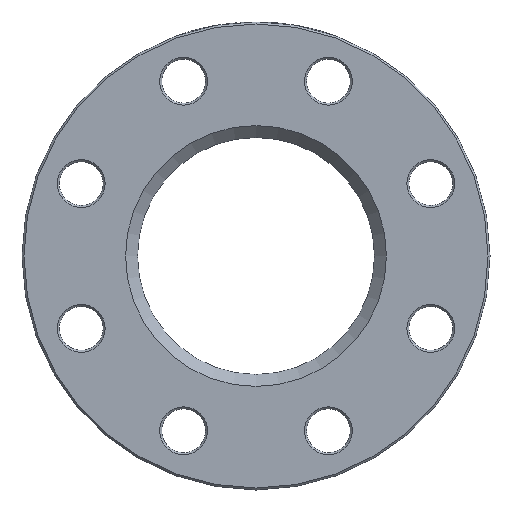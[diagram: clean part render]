
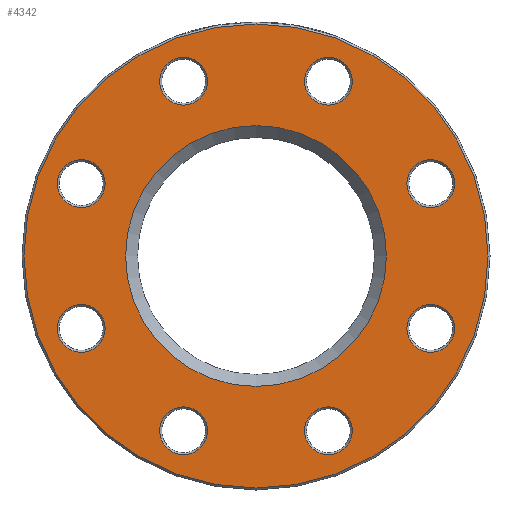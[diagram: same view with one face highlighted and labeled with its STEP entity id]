
A CAD part, left-side view. The second image highlights one B-rep face of the part: STEP entity #4342.
In plain terms, the highlighted planar face has unit normal (-1, 0, 0).
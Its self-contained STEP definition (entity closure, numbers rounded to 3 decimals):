
#54 = EDGE_LOOP ( 'NONE', ( #2574 ) ) ;
#150 = CIRCLE ( 'NONE', #1137, 12. ) ;
#174 = PLANE ( 'NONE',  #3101 ) ;
#228 = EDGE_CURVE ( 'NONE', #672, #672, #3490, .T. ) ;
#301 = CARTESIAN_POINT ( 'NONE',  ( 0., 87.769, 36.355 ) ) ;
#343 = DIRECTION ( 'NONE',  ( 0., 0., -1. ) ) ;
#423 = CIRCLE ( 'NONE', #1631, 12. ) ;
#458 = CARTESIAN_POINT ( 'NONE',  ( 0., 87.769, 24.355 ) ) ;
#525 = ORIENTED_EDGE ( 'NONE', *, *, #3726, .T. ) ;
#550 = ORIENTED_EDGE ( 'NONE', *, *, #3635, .T. ) ;
#556 = EDGE_LOOP ( 'NONE', ( #4330 ) ) ;
#669 = DIRECTION ( 'NONE',  ( -1., 0., 0. ) ) ;
#672 = VERTEX_POINT ( 'NONE', #2118 ) ;
#706 = EDGE_LOOP ( 'NONE', ( #3517 ) ) ;
#746 = CIRCLE ( 'NONE', #1492, 12. ) ;
#769 = DIRECTION ( 'NONE',  ( 0., 0., -1. ) ) ;
#781 = CARTESIAN_POINT ( 'NONE',  ( 0., 36.355, 87.769 ) ) ;
#790 = VERTEX_POINT ( 'NONE', #2240 ) ;
#795 = DIRECTION ( 'NONE',  ( 1., 0., 0. ) ) ;
#861 = DIRECTION ( 'NONE',  ( 1., 0., 0. ) ) ;
#938 = DIRECTION ( 'NONE',  ( 1., 0., 0. ) ) ;
#1021 = CARTESIAN_POINT ( 'NONE',  ( 0., 0., 0. ) ) ;
#1062 = DIRECTION ( 'NONE',  ( 0., 0., -1. ) ) ;
#1066 = FACE_BOUND ( 'NONE', #2155, .T. ) ;
#1077 = EDGE_LOOP ( 'NONE', ( #2309 ) ) ;
#1084 = DIRECTION ( 'NONE',  ( 1., 0., 0. ) ) ;
#1086 = CARTESIAN_POINT ( 'NONE',  ( 0., -36.355, 87.769 ) ) ;
#1096 = CIRCLE ( 'NONE', #4169, 12. ) ;
#1132 = CARTESIAN_POINT ( 'NONE',  ( 0., 36.355, -99.769 ) ) ;
#1137 = AXIS2_PLACEMENT_3D ( 'NONE', #301, #4615, #1300 ) ;
#1181 = CARTESIAN_POINT ( 'NONE',  ( 0., -36.355, -99.769 ) ) ;
#1204 = VERTEX_POINT ( 'NONE', #2604 ) ;
#1272 = CARTESIAN_POINT ( 'NONE',  ( 0., -87.769, 36.355 ) ) ;
#1300 = DIRECTION ( 'NONE',  ( 0., 0., -1. ) ) ;
#1325 = DIRECTION ( 'NONE',  ( 0., 0., -1. ) ) ;
#1329 = AXIS2_PLACEMENT_3D ( 'NONE', #1086, #1517, #1469 ) ;
#1394 = CARTESIAN_POINT ( 'NONE',  ( 0., 0., 0. ) ) ;
#1425 = DIRECTION ( 'NONE',  ( 0., 0., -1. ) ) ;
#1469 = DIRECTION ( 'NONE',  ( 0., 0., -1. ) ) ;
#1491 = VERTEX_POINT ( 'NONE', #458 ) ;
#1492 = AXIS2_PLACEMENT_3D ( 'NONE', #3769, #795, #769 ) ;
#1517 = DIRECTION ( 'NONE',  ( 1., 0., 0. ) ) ;
#1538 = CARTESIAN_POINT ( 'NONE',  ( 0., -36.355, 75.769 ) ) ;
#1553 = EDGE_CURVE ( 'NONE', #1752, #1752, #2494, .T. ) ;
#1579 = FACE_BOUND ( 'NONE', #556, .T. ) ;
#1602 = DIRECTION ( 'NONE',  ( 0., 0., -1. ) ) ;
#1624 = CARTESIAN_POINT ( 'NONE',  ( 0., 59.5, 0. ) ) ;
#1631 = AXIS2_PLACEMENT_3D ( 'NONE', #1949, #861, #3816 ) ;
#1655 = ORIENTED_EDGE ( 'NONE', *, *, #2531, .T. ) ;
#1752 = VERTEX_POINT ( 'NONE', #1898 ) ;
#1807 = FACE_BOUND ( 'NONE', #54, .T. ) ;
#1817 = DIRECTION ( 'NONE',  ( 1., 0., 0. ) ) ;
#1898 = CARTESIAN_POINT ( 'NONE',  ( 0., 0., -65.5 ) ) ;
#1949 = CARTESIAN_POINT ( 'NONE',  ( 0., 36.355, -87.769 ) ) ;
#2017 = AXIS2_PLACEMENT_3D ( 'NONE', #4358, #1084, #1062 ) ;
#2063 = ORIENTED_EDGE ( 'NONE', *, *, #1553, .T. ) ;
#2118 = CARTESIAN_POINT ( 'NONE',  ( 0., 0., -116.5 ) ) ;
#2151 = EDGE_LOOP ( 'NONE', ( #525 ) ) ;
#2155 = EDGE_LOOP ( 'NONE', ( #1655 ) ) ;
#2182 = EDGE_CURVE ( 'NONE', #2994, #2994, #746, .T. ) ;
#2240 = CARTESIAN_POINT ( 'NONE',  ( 0., -87.769, 24.355 ) ) ;
#2267 = VERTEX_POINT ( 'NONE', #3744 ) ;
#2288 = VERTEX_POINT ( 'NONE', #1538 ) ;
#2309 = ORIENTED_EDGE ( 'NONE', *, *, #2182, .T. ) ;
#2377 = FACE_BOUND ( 'NONE', #2151, .T. ) ;
#2445 = ORIENTED_EDGE ( 'NONE', *, *, #228, .T. ) ;
#2487 = AXIS2_PLACEMENT_3D ( 'NONE', #1394, #669, #1325 ) ;
#2494 = CIRCLE ( 'NONE', #2810, 65.5 ) ;
#2531 = EDGE_CURVE ( 'NONE', #790, #790, #3684, .T. ) ;
#2536 = CARTESIAN_POINT ( 'NONE',  ( 0., -36.355, -87.769 ) ) ;
#2574 = ORIENTED_EDGE ( 'NONE', *, *, #2635, .T. ) ;
#2604 = CARTESIAN_POINT ( 'NONE',  ( 0., -87.769, -48.355 ) ) ;
#2635 = EDGE_CURVE ( 'NONE', #2267, #2267, #4365, .T. ) ;
#2637 = CIRCLE ( 'NONE', #1329, 12. ) ;
#2680 = AXIS2_PLACEMENT_3D ( 'NONE', #781, #1817, #3300 ) ;
#2744 = DIRECTION ( 'NONE',  ( 0., 0., -1. ) ) ;
#2759 = FACE_BOUND ( 'NONE', #706, .T. ) ;
#2810 = AXIS2_PLACEMENT_3D ( 'NONE', #1021, #3632, #343 ) ;
#2994 = VERTEX_POINT ( 'NONE', #3814 ) ;
#3014 = VERTEX_POINT ( 'NONE', #1181 ) ;
#3060 = EDGE_LOOP ( 'NONE', ( #2445 ) ) ;
#3101 = AXIS2_PLACEMENT_3D ( 'NONE', #1624, #3466, #1602 ) ;
#3286 = FACE_BOUND ( 'NONE', #3474, .T. ) ;
#3300 = DIRECTION ( 'NONE',  ( 0., 0., -1. ) ) ;
#3317 = EDGE_LOOP ( 'NONE', ( #2063 ) ) ;
#3334 = EDGE_CURVE ( 'NONE', #1491, #1491, #150, .T. ) ;
#3415 = FACE_BOUND ( 'NONE', #1077, .T. ) ;
#3466 = DIRECTION ( 'NONE',  ( 1., 0., 0. ) ) ;
#3474 = EDGE_LOOP ( 'NONE', ( #4412 ) ) ;
#3490 = CIRCLE ( 'NONE', #2487, 116.5 ) ;
#3517 = ORIENTED_EDGE ( 'NONE', *, *, #4734, .T. ) ;
#3622 = EDGE_CURVE ( 'NONE', #2288, #2288, #2637, .T. ) ;
#3632 = DIRECTION ( 'NONE',  ( 1., 0., 0. ) ) ;
#3635 = EDGE_CURVE ( 'NONE', #3014, #3014, #1096, .T. ) ;
#3654 = FACE_BOUND ( 'NONE', #3317, .T. ) ;
#3684 = CIRCLE ( 'NONE', #4747, 12. ) ;
#3699 = DIRECTION ( 'NONE',  ( 1., 0., 0. ) ) ;
#3726 = EDGE_CURVE ( 'NONE', #3788, #3788, #423, .T. ) ;
#3744 = CARTESIAN_POINT ( 'NONE',  ( 0., 36.355, 75.769 ) ) ;
#3769 = CARTESIAN_POINT ( 'NONE',  ( 0., 87.769, -36.355 ) ) ;
#3788 = VERTEX_POINT ( 'NONE', #1132 ) ;
#3814 = CARTESIAN_POINT ( 'NONE',  ( 0., 87.769, -48.355 ) ) ;
#3816 = DIRECTION ( 'NONE',  ( 0., 0., -1. ) ) ;
#4169 = AXIS2_PLACEMENT_3D ( 'NONE', #2536, #3699, #1425 ) ;
#4222 = FACE_BOUND ( 'NONE', #4701, .T. ) ;
#4330 = ORIENTED_EDGE ( 'NONE', *, *, #3334, .T. ) ;
#4342 = ADVANCED_FACE ( 'NONE', ( #3654, #4362, #1807, #3286, #1066, #2759, #4222, #2377, #3415, #1579 ), #174, .F. ) ;
#4358 = CARTESIAN_POINT ( 'NONE',  ( 0., -87.769, -36.355 ) ) ;
#4362 = FACE_OUTER_BOUND ( 'NONE', #3060, .T. ) ;
#4365 = CIRCLE ( 'NONE', #2680, 12. ) ;
#4412 = ORIENTED_EDGE ( 'NONE', *, *, #3622, .T. ) ;
#4484 = CIRCLE ( 'NONE', #2017, 12. ) ;
#4615 = DIRECTION ( 'NONE',  ( 1., 0., 0. ) ) ;
#4701 = EDGE_LOOP ( 'NONE', ( #550 ) ) ;
#4734 = EDGE_CURVE ( 'NONE', #1204, #1204, #4484, .T. ) ;
#4747 = AXIS2_PLACEMENT_3D ( 'NONE', #1272, #938, #2744 ) ;
